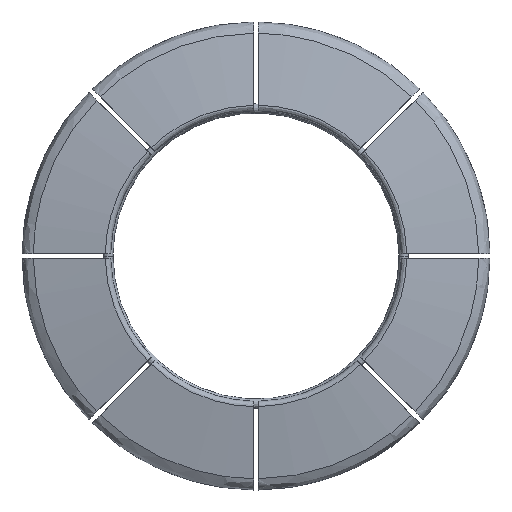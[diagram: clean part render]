
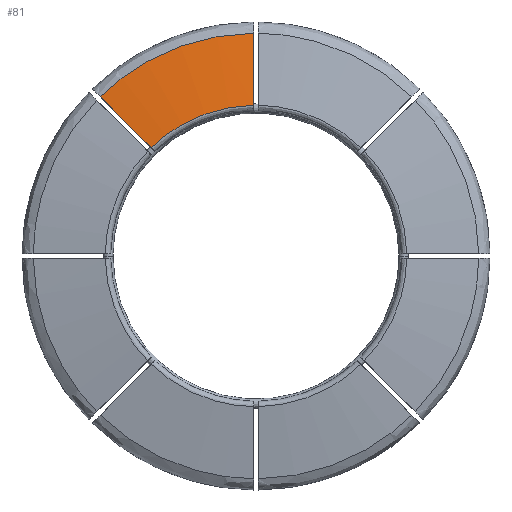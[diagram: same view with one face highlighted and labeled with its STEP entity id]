
A CAD part, top view. The second image highlights one B-rep face of the part: STEP entity #81.
In plain terms, the highlighted free-form (B-spline) face has degree [2, 2] with [9, 5] control points.
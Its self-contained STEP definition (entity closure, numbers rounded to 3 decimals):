
#81=ADVANCED_FACE('',(#389),#4622,.T.);
#389=FACE_OUTER_BOUND('',#697,.T.);
#697=EDGE_LOOP('',(#1096,#1097,#1098,#1099));
#1096=ORIENTED_EDGE('',*,*,#2595,.T.);
#1097=ORIENTED_EDGE('',*,*,#2589,.F.);
#1098=ORIENTED_EDGE('',*,*,#2594,.F.);
#1099=ORIENTED_EDGE('',*,*,#2588,.F.);
#2588=EDGE_CURVE('',#4126,#4127,#3588,.T.);
#2589=EDGE_CURVE('',#4128,#4129,#3589,.T.);
#2594=EDGE_CURVE('',#4127,#4128,#3354,.T.);
#2595=EDGE_CURVE('',#4126,#4129,#3355,.T.);
#3354=(
BOUNDED_CURVE()
B_SPLINE_CURVE(2,(#8302,#8303,#8304),.UNSPECIFIED.,.F.,.F.)
B_SPLINE_CURVE_WITH_KNOTS((3,3),(75.307,99.247),
 .UNSPECIFIED.)
CURVE()
GEOMETRIC_REPRESENTATION_ITEM()
RATIONAL_B_SPLINE_CURVE((1.,0.93,1.))
REPRESENTATION_ITEM('')
);
#3355=(
BOUNDED_CURVE()
B_SPLINE_CURVE(2,(#8305,#8306,#8307),.UNSPECIFIED.,.F.,.F.)
B_SPLINE_CURVE_WITH_KNOTS((3,3),(110.056,145.59),
 .UNSPECIFIED.)
CURVE()
GEOMETRIC_REPRESENTATION_ITEM()
RATIONAL_B_SPLINE_CURVE((1.,0.928,1.))
REPRESENTATION_ITEM('')
);
#3588=B_SPLINE_CURVE_WITH_KNOTS('',3,(#8264,#8265,#8266,#8267,#8268,#8269),
 .UNSPECIFIED.,.F.,.F.,(4,2,4),(0.,7.737,15.475),
 .UNSPECIFIED.);
#3589=B_SPLINE_CURVE_WITH_KNOTS('',3,(#8270,#8271,#8272,#8273,#8274,#8275),
 .UNSPECIFIED.,.F.,.F.,(4,2,4),(0.,7.738,15.475),
 .UNSPECIFIED.);
#4126=VERTEX_POINT('',#7764);
#4127=VERTEX_POINT('',#7765);
#4128=VERTEX_POINT('',#7766);
#4129=VERTEX_POINT('',#7767);
#4622=(
BOUNDED_SURFACE()
B_SPLINE_SURFACE(2,2,((#5531,#5532,#5533,#5534,#5535),(#5536,#5537,#5538,
#5539,#5540),(#5541,#5542,#5543,#5544,#5545),(#5546,#5547,#5548,#5549,#5550),
(#5551,#5552,#5553,#5554,#5555),(#5556,#5557,#5558,#5559,#5560),(#5561,
#5562,#5563,#5564,#5565),(#5566,#5567,#5568,#5569,#5570),(#5571,#5572,#5573,
#5574,#5575)),.UNSPECIFIED.,.T.,.F.,.F.)
B_SPLINE_SURFACE_WITH_KNOTS((3,2,2,2,3),(3,2,3),(0.,1.571,3.142,
4.712,6.283),(-1.571,0.,1.571),
 .UNSPECIFIED.)
GEOMETRIC_REPRESENTATION_ITEM()
RATIONAL_B_SPLINE_SURFACE(((1.,0.707,1.,0.707,1.),
(0.707,0.5,0.707,0.5,0.707),(1.,0.707,
1.,0.707,1.),(0.707,0.5,0.707,0.5,0.707),
(1.,0.707,1.,0.707,1.),(0.707,0.5,0.707,
0.5,0.707),(1.,0.707,1.,0.707,1.),(0.707,
0.5,0.707,0.5,0.707),(1.,0.707,1.,0.707,
1.)))
REPRESENTATION_ITEM('')
SURFACE()
);
#5531=CARTESIAN_POINT('',(0.,0.,-48.55));
#5532=CARTESIAN_POINT('',(70.711,-70.711,-48.55));
#5533=CARTESIAN_POINT('',(70.711,-70.711,-8.55));
#5534=CARTESIAN_POINT('',(70.711,-70.711,31.45));
#5535=CARTESIAN_POINT('',(0.,0.,31.45));
#5536=CARTESIAN_POINT('',(0.,0.,-48.55));
#5537=CARTESIAN_POINT('',(141.421,0.,-48.55));
#5538=CARTESIAN_POINT('',(141.421,0.,-8.55));
#5539=CARTESIAN_POINT('',(141.421,0.,31.45));
#5540=CARTESIAN_POINT('',(0.,0.,31.45));
#5541=CARTESIAN_POINT('',(0.,0.,-48.55));
#5542=CARTESIAN_POINT('',(70.711,70.711,-48.55));
#5543=CARTESIAN_POINT('',(70.711,70.711,-8.55));
#5544=CARTESIAN_POINT('',(70.711,70.711,31.45));
#5545=CARTESIAN_POINT('',(0.,0.,31.45));
#5546=CARTESIAN_POINT('',(0.,0.,-48.55));
#5547=CARTESIAN_POINT('',(0.,141.421,-48.55));
#5548=CARTESIAN_POINT('',(0.,141.421,-8.55));
#5549=CARTESIAN_POINT('',(0.,141.421,31.45));
#5550=CARTESIAN_POINT('',(0.,0.,31.45));
#5551=CARTESIAN_POINT('',(0.,0.,-48.55));
#5552=CARTESIAN_POINT('',(-70.711,70.711,-48.55));
#5553=CARTESIAN_POINT('',(-70.711,70.711,-8.55));
#5554=CARTESIAN_POINT('',(-70.711,70.711,31.45));
#5555=CARTESIAN_POINT('',(0.,0.,31.45));
#5556=CARTESIAN_POINT('',(0.,0.,-48.55));
#5557=CARTESIAN_POINT('',(-141.421,0.,-48.55));
#5558=CARTESIAN_POINT('',(-141.421,0.,-8.55));
#5559=CARTESIAN_POINT('',(-141.421,0.,31.45));
#5560=CARTESIAN_POINT('',(0.,0.,31.45));
#5561=CARTESIAN_POINT('',(0.,0.,-48.55));
#5562=CARTESIAN_POINT('',(-70.711,-70.711,-48.55));
#5563=CARTESIAN_POINT('',(-70.711,-70.711,-8.55));
#5564=CARTESIAN_POINT('',(-70.711,-70.711,31.45));
#5565=CARTESIAN_POINT('',(0.,0.,31.45));
#5566=CARTESIAN_POINT('',(0.,0.,-48.55));
#5567=CARTESIAN_POINT('',(0.,-141.421,-48.55));
#5568=CARTESIAN_POINT('',(0.,-141.421,-8.55));
#5569=CARTESIAN_POINT('',(0.,-141.421,31.45));
#5570=CARTESIAN_POINT('',(0.,0.,31.45));
#5571=CARTESIAN_POINT('',(0.,0.,-48.55));
#5572=CARTESIAN_POINT('',(70.711,-70.711,-48.55));
#5573=CARTESIAN_POINT('',(70.711,-70.711,-8.55));
#5574=CARTESIAN_POINT('',(70.711,-70.711,31.45));
#5575=CARTESIAN_POINT('',(0.,0.,31.45));
#7764=CARTESIAN_POINT('',(-0.5,47.124,26.73));
#7765=CARTESIAN_POINT('',(-0.5,31.879,29.362));
#7766=CARTESIAN_POINT('',(-22.189,22.896,29.362));
#7767=CARTESIAN_POINT('',(-32.968,33.676,26.73));
#8264=CARTESIAN_POINT('',(-0.5,47.124,26.73));
#8265=CARTESIAN_POINT('',(-0.5,44.604,27.268));
#8266=CARTESIAN_POINT('',(-0.5,42.067,27.755));
#8267=CARTESIAN_POINT('',(-0.5,36.987,28.629));
#8268=CARTESIAN_POINT('',(-0.5,34.434,29.019));
#8269=CARTESIAN_POINT('',(-0.5,31.879,29.362));
#8270=CARTESIAN_POINT('',(-22.189,22.896,29.362));
#8271=CARTESIAN_POINT('',(-23.995,24.702,29.019));
#8272=CARTESIAN_POINT('',(-25.8,26.507,28.629));
#8273=CARTESIAN_POINT('',(-29.392,30.1,27.755));
#8274=CARTESIAN_POINT('',(-31.186,31.893,27.268));
#8275=CARTESIAN_POINT('',(-32.968,33.676,26.73));
#8302=CARTESIAN_POINT('',(-0.5,31.879,29.362));
#8303=CARTESIAN_POINT('',(-13.123,31.681,29.362));
#8304=CARTESIAN_POINT('',(-22.189,22.896,29.362));
#8305=CARTESIAN_POINT('',(-0.5,47.124,26.73));
#8306=CARTESIAN_POINT('',(-19.436,46.923,26.73));
#8307=CARTESIAN_POINT('',(-32.968,33.676,26.73));
